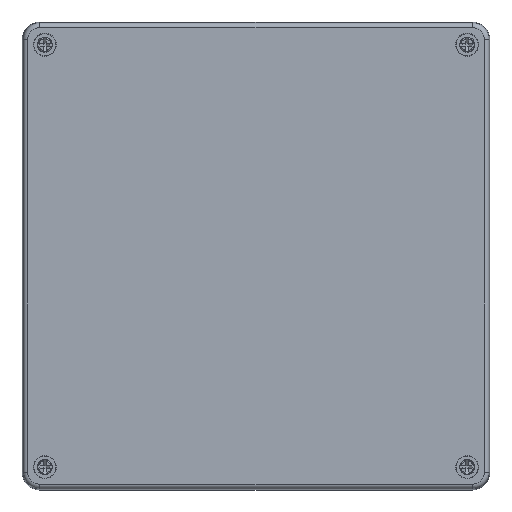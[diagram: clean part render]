
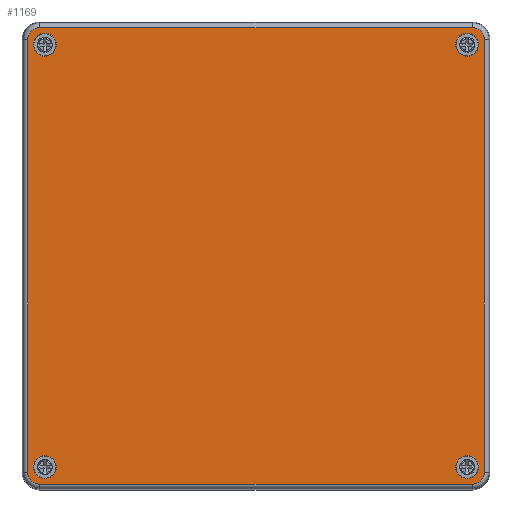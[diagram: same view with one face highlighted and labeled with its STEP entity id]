
A CAD part, top view. The second image highlights one B-rep face of the part: STEP entity #1169.
In plain terms, the highlighted planar face has unit normal (0, 0, 1).
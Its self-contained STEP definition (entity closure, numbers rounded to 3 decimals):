
#1169 = ADVANCED_FACE( '', ( #2518, #2519, #2520, #2521, #2522 ), #2523, .F. );
#2518 = FACE_BOUND( '', #3970, .T. );
#2519 = FACE_BOUND( '', #3971, .T. );
#2520 = FACE_BOUND( '', #3972, .T. );
#2521 = FACE_BOUND( '', #3973, .T. );
#2522 = FACE_OUTER_BOUND( '', #3974, .T. );
#2523 = PLANE( '', #3975 );
#3970 = EDGE_LOOP( '', ( #7112 ) );
#3971 = EDGE_LOOP( '', ( #7113 ) );
#3972 = EDGE_LOOP( '', ( #7114 ) );
#3973 = EDGE_LOOP( '', ( #7115 ) );
#3974 = EDGE_LOOP( '', ( #7116, #7117, #7118, #7119, #7120, #7121, #7122, #7123 ) );
#3975 = AXIS2_PLACEMENT_3D( '', #7124, #7125, #7126 );
#7112 = ORIENTED_EDGE( '', *, *, #8574, .T. );
#7113 = ORIENTED_EDGE( '', *, *, #9202, .T. );
#7114 = ORIENTED_EDGE( '', *, *, #8014, .T. );
#7115 = ORIENTED_EDGE( '', *, *, #8332, .T. );
#7116 = ORIENTED_EDGE( '', *, *, #8360, .T. );
#7117 = ORIENTED_EDGE( '', *, *, #8743, .F. );
#7118 = ORIENTED_EDGE( '', *, *, #8326, .T. );
#7119 = ORIENTED_EDGE( '', *, *, #9127, .F. );
#7120 = ORIENTED_EDGE( '', *, *, #9060, .F. );
#7121 = ORIENTED_EDGE( '', *, *, #8266, .T. );
#7122 = ORIENTED_EDGE( '', *, *, #7987, .F. );
#7123 = ORIENTED_EDGE( '', *, *, #9129, .T. );
#7124 = CARTESIAN_POINT( '', ( 92., 97.054, 19. ) );
#7125 = DIRECTION( '', ( 0., 0., -1. ) );
#7126 = DIRECTION( '', ( -1., 0., 0. ) );
#7987 = EDGE_CURVE( '', #9397, #9399, #9400, .T. );
#8014 = EDGE_CURVE( '', #9446, #9446, #9447, .T. );
#8266 = EDGE_CURVE( '', #9889, #9399, #9890, .T. );
#8326 = EDGE_CURVE( '', #9984, #9985, #9986, .T. );
#8332 = EDGE_CURVE( '', #9995, #9995, #9996, .T. );
#8360 = EDGE_CURVE( '', #10040, #10041, #10042, .T. );
#8574 = EDGE_CURVE( '', #10370, #10370, #10371, .T. );
#8743 = EDGE_CURVE( '', #9984, #10041, #10638, .T. );
#9060 = EDGE_CURVE( '', #9889, #11090, #11091, .T. );
#9127 = EDGE_CURVE( '', #11090, #9985, #11176, .T. );
#9129 = EDGE_CURVE( '', #9397, #10040, #11178, .T. );
#9202 = EDGE_CURVE( '', #11266, #11266, #11267, .T. );
#9397 = VERTEX_POINT( '', #11497 );
#9399 = VERTEX_POINT( '', #11499 );
#9400 = CIRCLE( '', #11500, 5.054 );
#9446 = VERTEX_POINT( '', #11554 );
#9447 = CIRCLE( '', #11555, 4.868 );
#9889 = VERTEX_POINT( '', #12177 );
#9890 = LINE( '', #12178, #12179 );
#9984 = VERTEX_POINT( '', #12302 );
#9985 = VERTEX_POINT( '', #12303 );
#9986 = CIRCLE( '', #12304, 5.054 );
#9995 = VERTEX_POINT( '', #12313 );
#9996 = CIRCLE( '', #12314, 4.868 );
#10040 = VERTEX_POINT( '', #12364 );
#10041 = VERTEX_POINT( '', #12365 );
#10042 = CIRCLE( '', #12366, 5.054 );
#10370 = VERTEX_POINT( '', #12805 );
#10371 = CIRCLE( '', #12806, 4.868 );
#10638 = LINE( '', #13151, #13152 );
#11090 = VERTEX_POINT( '', #13768 );
#11091 = CIRCLE( '', #13769, 5.054 );
#11176 = LINE( '', #13878, #13879 );
#11178 = LINE( '', #13881, #13882 );
#11266 = VERTEX_POINT( '', #14000 );
#11267 = CIRCLE( '', #14001, 4.868 );
#11497 = CARTESIAN_POINT( '', ( -97.054, 92., 19. ) );
#11499 = CARTESIAN_POINT( '', ( -92., 97.054, 19. ) );
#11500 = AXIS2_PLACEMENT_3D( '', #14251, #14252, #14253 );
#11554 = CARTESIAN_POINT( '', ( 84.932, -89.8, 19. ) );
#11555 = AXIS2_PLACEMENT_3D( '', #14298, #14299, #14300 );
#12177 = CARTESIAN_POINT( '', ( 92., 97.054, 19. ) );
#12178 = CARTESIAN_POINT( '', ( 92., 97.054, 19. ) );
#12179 = VECTOR( '', #14649, 1000. );
#12302 = CARTESIAN_POINT( '', ( 92., -97.054, 19. ) );
#12303 = CARTESIAN_POINT( '', ( 97.054, -92., 19. ) );
#12304 = AXIS2_PLACEMENT_3D( '', #14731, #14732, #14733 );
#12313 = CARTESIAN_POINT( '', ( 84.932, 89.8, 19. ) );
#12314 = AXIS2_PLACEMENT_3D( '', #14746, #14747, #14748 );
#12364 = CARTESIAN_POINT( '', ( -97.054, -92., 19. ) );
#12365 = CARTESIAN_POINT( '', ( -92., -97.054, 19. ) );
#12366 = AXIS2_PLACEMENT_3D( '', #14794, #14795, #14796 );
#12805 = CARTESIAN_POINT( '', ( -94.668, -89.8, 19. ) );
#12806 = AXIS2_PLACEMENT_3D( '', #15076, #15077, #15078 );
#13151 = CARTESIAN_POINT( '', ( 92., -97.054, 19. ) );
#13152 = VECTOR( '', #15307, 1000. );
#13768 = CARTESIAN_POINT( '', ( 97.054, 92., 19. ) );
#13769 = AXIS2_PLACEMENT_3D( '', #15741, #15742, #15743 );
#13878 = CARTESIAN_POINT( '', ( 97.054, 92., 19. ) );
#13879 = VECTOR( '', #15813, 1000. );
#13881 = CARTESIAN_POINT( '', ( -97.054, 92., 19. ) );
#13882 = VECTOR( '', #15814, 1000. );
#14000 = CARTESIAN_POINT( '', ( -94.668, 89.8, 19. ) );
#14001 = AXIS2_PLACEMENT_3D( '', #15881, #15882, #15883 );
#14251 = CARTESIAN_POINT( '', ( -92., 92., 19. ) );
#14252 = DIRECTION( '', ( 0., 0., -1. ) );
#14253 = DIRECTION( '', ( -1., 0., 0. ) );
#14298 = CARTESIAN_POINT( '', ( 89.8, -89.8, 19. ) );
#14299 = DIRECTION( '', ( 0., 0., -1. ) );
#14300 = DIRECTION( '', ( -1., 0., 0. ) );
#14649 = DIRECTION( '', ( -1., 0., 0. ) );
#14731 = CARTESIAN_POINT( '', ( 92., -92., 19. ) );
#14732 = DIRECTION( '', ( 0., 0., 1. ) );
#14733 = DIRECTION( '', ( 1., 0., 0. ) );
#14746 = CARTESIAN_POINT( '', ( 89.8, 89.8, 19. ) );
#14747 = DIRECTION( '', ( 0., 0., -1. ) );
#14748 = DIRECTION( '', ( -1., 0., 0. ) );
#14794 = CARTESIAN_POINT( '', ( -92., -92., 19. ) );
#14795 = DIRECTION( '', ( 0., 0., 1. ) );
#14796 = DIRECTION( '', ( 1., 0., 0. ) );
#15076 = CARTESIAN_POINT( '', ( -89.8, -89.8, 19. ) );
#15077 = DIRECTION( '', ( 0., 0., -1. ) );
#15078 = DIRECTION( '', ( -1., 0., 0. ) );
#15307 = DIRECTION( '', ( -1., 0., 0. ) );
#15741 = CARTESIAN_POINT( '', ( 92., 92., 19. ) );
#15742 = DIRECTION( '', ( 0., 0., -1. ) );
#15743 = DIRECTION( '', ( -1., 0., 0. ) );
#15813 = DIRECTION( '', ( 0., -1., 0. ) );
#15814 = DIRECTION( '', ( 0., -1., 0. ) );
#15881 = CARTESIAN_POINT( '', ( -89.8, 89.8, 19. ) );
#15882 = DIRECTION( '', ( 0., 0., -1. ) );
#15883 = DIRECTION( '', ( -1., 0., 0. ) );
